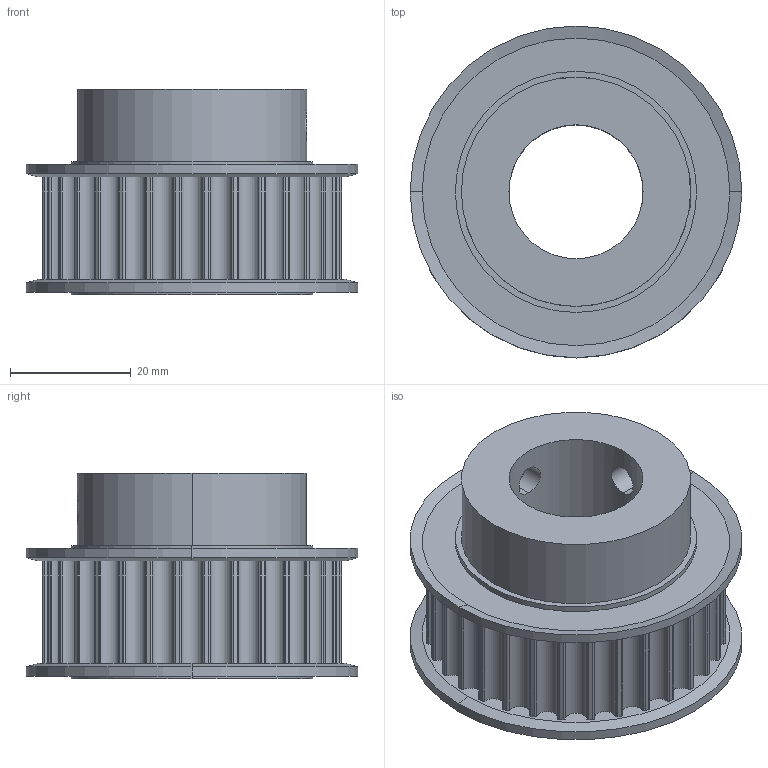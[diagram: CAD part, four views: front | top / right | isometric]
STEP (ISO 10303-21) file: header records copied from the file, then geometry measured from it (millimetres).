
FILE_DESCRIPTION (( 'STEP AP203' ), '1' );
FILE_NAME ('A32-5M15-SS-0875.step', '2023-08-24T19:11:50', ( '' ), ( '' ), 'SwSTEP 2.0', 'SolidWorks 2021', '' );
FILE_SCHEMA (( 'CONFIG_CONTROL_DESIGN' ));
Length unit declared in the file: millimetre
Products named in the file (1): A32-5M15-SS-0875
Bounding box: 55 x 55 x 34 mm (x, y, z)
Volume: 40094.5 mm3; surface area: 16908.7 mm2
Topology: 5 solids, 5 shells, 242 faces, 649 edges, 416 vertices
Faces by surface type: cylinder 183, cone 34, plane 25
Entity records: 8116 total; most frequent: CARTESIAN_POINT 1706, DIRECTION 1481, ORIENTED_EDGE 1290, EDGE_CURVE 645, AXIS2_PLACEMENT_3D 631, VERTEX_POINT 416, CIRCLE 388, EDGE_LOOP 255
